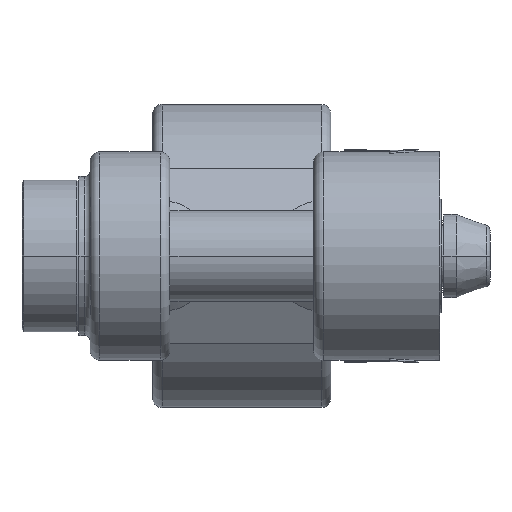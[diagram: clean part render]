
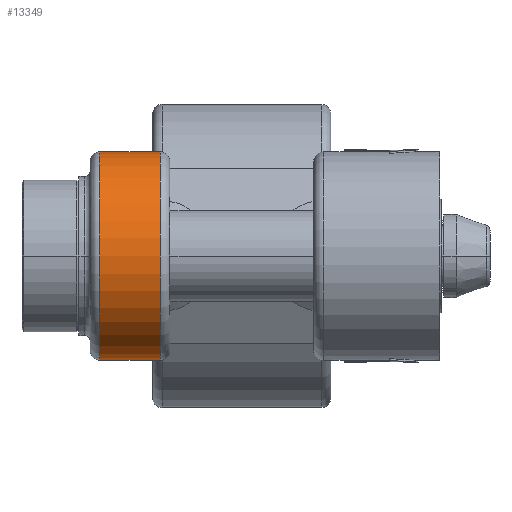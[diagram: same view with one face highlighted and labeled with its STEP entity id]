
A CAD part, front view. The second image highlights one B-rep face of the part: STEP entity #13349.
In plain terms, the highlighted cylindrical face has radius 27.5 mm (diameter 55 mm), a partial arc.
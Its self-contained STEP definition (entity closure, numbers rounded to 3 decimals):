
#3337=CARTESIAN_POINT('',(-37.5,0.,0.));
#3338=DIRECTION('',(1.,0.,0.));
#3339=DIRECTION('',(0.,0.853,0.521));
#3340=AXIS2_PLACEMENT_3D('',#3337,#3338,#3339);
#3357=DIRECTION('',(-1.,0.,0.));
#3358=VECTOR('',#3357,16.);
#3359=CARTESIAN_POINT('',(-21.5,23.471,-14.331));
#3360=LINE('60997',#3359,#3358);
#3361=DIRECTION('',(-1.,0.,0.));
#3362=VECTOR('',#3361,16.);
#3363=CARTESIAN_POINT('',(-21.5,23.471,14.331));
#3364=LINE('60040',#3363,#3362);
#3375=CARTESIAN_POINT('',(-21.5,0.,0.));
#3376=DIRECTION('',(-1.,0.,0.));
#3377=DIRECTION('',(0.,0.853,-0.521));
#3378=AXIS2_PLACEMENT_3D('',#3375,#3376,#3377);
#7705=CARTESIAN_POINT('',(-37.5,23.471,14.331));
#7707=VERTEX_POINT('',#7705);
#7725=CARTESIAN_POINT('',(-21.5,23.471,14.331));
#7727=VERTEX_POINT('',#7725);
#7805=CARTESIAN_POINT('',(-37.5,23.471,-14.331));
#7807=VERTEX_POINT('',#7805);
#7825=CARTESIAN_POINT('',(-21.5,23.471,-14.331));
#7827=VERTEX_POINT('',#7825);
#13337=CARTESIAN_POINT('',(60.275,0.,0.));
#13338=DIRECTION('',(-1.,0.,0.));
#13339=DIRECTION('',(0.,1.,0.));
#13340=AXIS2_PLACEMENT_3D('',#13337,#13338,#13339);
#13341=CYLINDRICAL_SURFACE('39308',#13340,27.5);
#13343=ORIENTED_EDGE('61245',*,*,#13342,.F.);
#13344=ORIENTED_EDGE('60997',*,*,#13127,.T.);
#13345=ORIENTED_EDGE('61239',*,*,#13329,.F.);
#13346=ORIENTED_EDGE('60040',*,*,#9724,.F.);
#13347=EDGE_LOOP('39308',(#13343,#13344,#13345,#13346));
#13348=FACE_OUTER_BOUND('39308',#13347,.F.);
#3341=CIRCLE('61239',#3340,27.5);
#3379=CIRCLE('61245',#3378,27.5);
#9724=EDGE_CURVE('60040',#7727,#7707,#3364,.T.);
#13127=EDGE_CURVE('60997',#7827,#7807,#3360,.T.);
#13329=EDGE_CURVE('61239',#7707,#7807,#3341,.T.);
#13342=EDGE_CURVE('61245',#7827,#7727,#3379,.T.);
#13349=ADVANCED_FACE('39308',(#13348),#13341,.T.);
